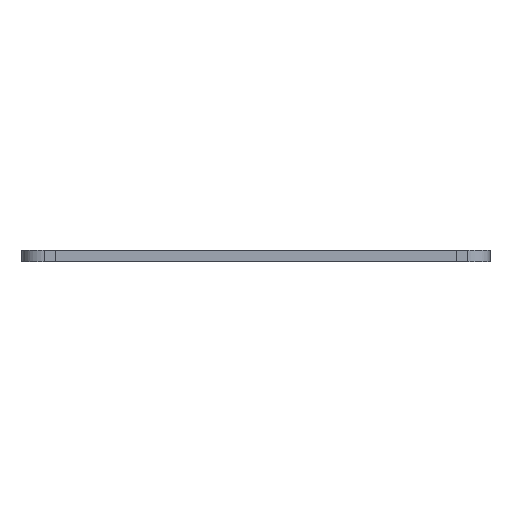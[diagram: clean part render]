
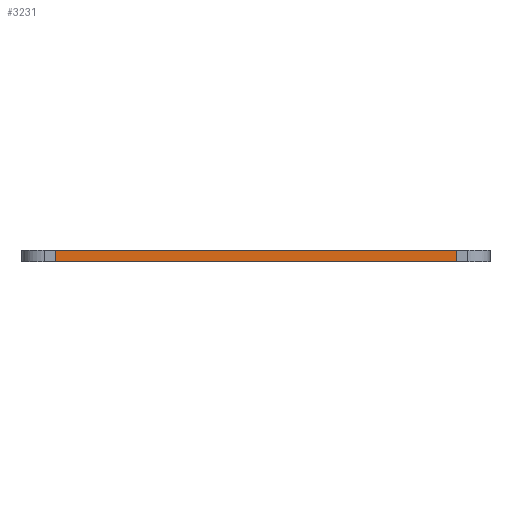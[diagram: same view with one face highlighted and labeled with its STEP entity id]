
A CAD part, left-side view. The second image highlights one B-rep face of the part: STEP entity #3231.
In plain terms, the highlighted planar face has unit normal (-1, 0, 0).
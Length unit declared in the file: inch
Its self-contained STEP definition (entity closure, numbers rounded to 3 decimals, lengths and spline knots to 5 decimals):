
#32 = VECTOR ( 'NONE', #2643, 39.37008 ) ;
#69 = ORIENTED_EDGE ( 'NONE', *, *, #2753, .F. ) ;
#223 = CARTESIAN_POINT ( 'NONE',  ( -2.875, 2.25, 0.125 ) ) ;
#314 = VECTOR ( 'NONE', #502, 39.37008 ) ;
#502 = DIRECTION ( 'NONE',  ( 0., 0., -1. ) ) ;
#509 = CARTESIAN_POINT ( 'NONE',  ( -2.875, -2.25, 0. ) ) ;
#714 = LINE ( 'NONE', #2702, #1924 ) ;
#795 = LINE ( 'NONE', #2060, #32 ) ;
#806 = DIRECTION ( 'NONE',  ( 0., 0., -1. ) ) ;
#952 = CARTESIAN_POINT ( 'NONE',  ( -2.875, -2.25, 0.125 ) ) ;
#1078 = CARTESIAN_POINT ( 'NONE',  ( -2.875, -2.25, 0.125 ) ) ;
#1110 = LINE ( 'NONE', #1078, #2414 ) ;
#1658 = VERTEX_POINT ( 'NONE', #2476 ) ;
#1737 = VERTEX_POINT ( 'NONE', #1935 ) ;
#1754 = VERTEX_POINT ( 'NONE', #509 ) ;
#1782 = EDGE_CURVE ( 'NONE', #3306, #1737, #2322, .T. ) ;
#1924 = VECTOR ( 'NONE', #2537, 39.37008 ) ;
#1935 = CARTESIAN_POINT ( 'NONE',  ( -2.875, 2.25, 0. ) ) ;
#2060 = CARTESIAN_POINT ( 'NONE',  ( -2.875, -2.25, 0. ) ) ;
#2063 = AXIS2_PLACEMENT_3D ( 'NONE', #952, #2090, #3257 ) ;
#2090 = DIRECTION ( 'NONE',  ( 1., 0., 0. ) ) ;
#2140 = EDGE_LOOP ( 'NONE', ( #2941, #69, #2870, #2700 ) ) ;
#2237 = EDGE_CURVE ( 'NONE', #3306, #1658, #714, .T. ) ;
#2322 = LINE ( 'NONE', #223, #314 ) ;
#2332 = CARTESIAN_POINT ( 'NONE',  ( -2.875, 2.25, 0.125 ) ) ;
#2374 = PLANE ( 'NONE',  #2063 ) ;
#2414 = VECTOR ( 'NONE', #806, 39.37008 ) ;
#2476 = CARTESIAN_POINT ( 'NONE',  ( -2.875, -2.25, 0.125 ) ) ;
#2537 = DIRECTION ( 'NONE',  ( 0., -1., 0. ) ) ;
#2643 = DIRECTION ( 'NONE',  ( 0., -1., 0. ) ) ;
#2700 = ORIENTED_EDGE ( 'NONE', *, *, #1782, .T. ) ;
#2702 = CARTESIAN_POINT ( 'NONE',  ( -2.875, -2.25, 0.125 ) ) ;
#2753 = EDGE_CURVE ( 'NONE', #1658, #1754, #1110, .T. ) ;
#2870 = ORIENTED_EDGE ( 'NONE', *, *, #2237, .F. ) ;
#2941 = ORIENTED_EDGE ( 'NONE', *, *, #3519, .T. ) ;
#3231 = ADVANCED_FACE ( 'NONE', ( #3356 ), #2374, .F. ) ;
#3257 = DIRECTION ( 'NONE',  ( 0., 0., -1. ) ) ;
#3306 = VERTEX_POINT ( 'NONE', #2332 ) ;
#3356 = FACE_OUTER_BOUND ( 'NONE', #2140, .T. ) ;
#3519 = EDGE_CURVE ( 'NONE', #1737, #1754, #795, .T. ) ;
